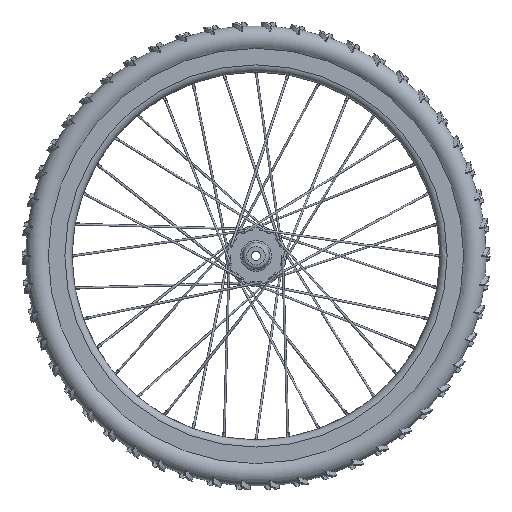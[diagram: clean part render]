
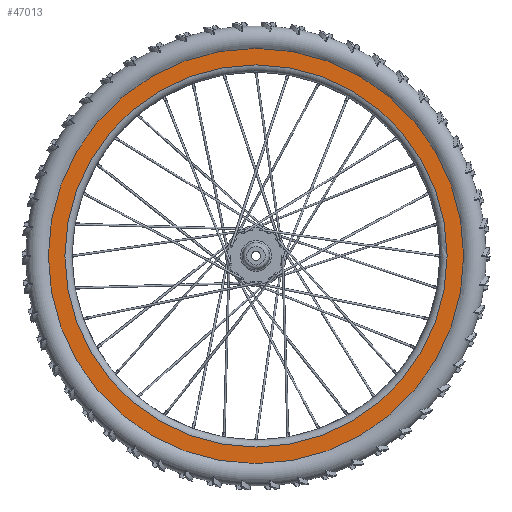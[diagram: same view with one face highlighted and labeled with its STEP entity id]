
A CAD part, top view. The second image highlights one B-rep face of the part: STEP entity #47013.
In plain terms, the highlighted planar face has unit normal (0, 0, 1).
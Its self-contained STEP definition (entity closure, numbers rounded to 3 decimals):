
#24493=CARTESIAN_POINT('',(-226.0,0.0,9.5));
#24494=VERTEX_POINT('',#24493);
#24495=CARTESIAN_POINT('',(0.0,0.0,9.5));
#24496=DIRECTION('',(-0.0,-0.0,-1.0));
#24497=DIRECTION('',(-1.0,0.0,0.0));
#24498=AXIS2_PLACEMENT_3D('',#24495,#24496,#24497);
#24499=CIRCLE('',#24498,226.0);
#24500=EDGE_CURVE('n� 20441',#24494,#24494,#24499,.T.);
#45992=CARTESIAN_POINT('',(208.0,0.0,9.5));
#45993=VERTEX_POINT('',#45992);
#45994=CARTESIAN_POINT('',(0.0,0.0,9.5));
#45995=DIRECTION('',(-0.0,-0.0,-1.0));
#45996=DIRECTION('',(1.0,0.0,-0.0));
#45997=AXIS2_PLACEMENT_3D('',#45994,#45995,#45996);
#45998=CIRCLE('',#45997,208.0);
#45999=EDGE_CURVE('n� 20440',#45993,#45993,#45998,.T.);
#47002=ORIENTED_EDGE('',*,*,#45999,.T.);
#47003=EDGE_LOOP('',(#47002));
#47004=FACE_OUTER_BOUND('',#47003,.T.);
#47005=ORIENTED_EDGE('',*,*,#24500,.F.);
#47006=EDGE_LOOP('',(#47005));
#47007=FACE_BOUND('',#47006,.T.);
#47008=CARTESIAN_POINT('',(-200.0,0.0,9.5));
#47009=DIRECTION('',(0.0,0.0,1.0));
#47010=DIRECTION('',(1.0,0.0,-0.0));
#47011=AXIS2_PLACEMENT_3D('',#47008,#47009,#47010);
#47012=PLANE('',#47011);
#47013=ADVANCED_FACE('n� 21115',(#47004,#47007),#47012,.T.);
